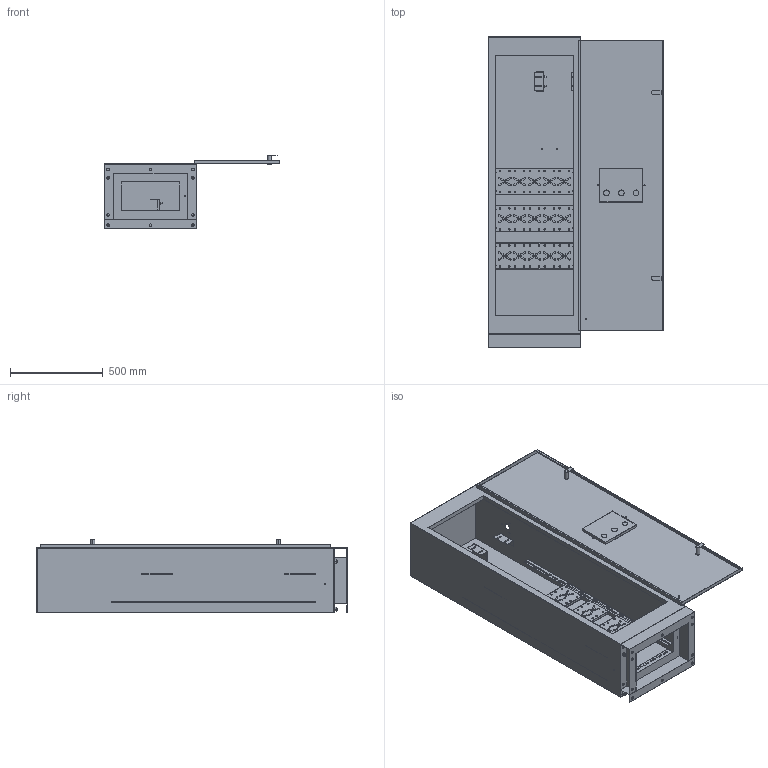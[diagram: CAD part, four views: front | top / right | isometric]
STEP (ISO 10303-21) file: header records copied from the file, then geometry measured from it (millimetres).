
FILE_DESCRIPTION (( 'STEP AP214' ), '1' );
FILE_NAME ('ShRS-1-0.STEP', '2017-03-17T12:50:29', ( '' ), ( '' ), 'SwSTEP 2.0', 'SolidWorks 2014', '' );
FILE_SCHEMA (( 'AUTOMOTIVE_DESIGN' ));
Length unit declared in the file: millimetre
Products named in the file (13): Kronstein VR; Hex Bolt 15589_gost_伄 M6x16 儙憭 15589-70; Gaika_6; ShRS-1-0; Panel PN; Hex Bolt 15589_gost_伄 M8x25 儙憭 15589-70; Obolochka_1; Dver_1; Tsokol; Gaika_8; Gaika_12; Hex Bolt 15589_gost_伄 M12x20 儙憭 15589-70; Ugolok VR
Assembly tree (49 placements, depth 2):
  ShRS-1-0
    Obolochka_1
    Dver_1
    Panel PN  x3
    Kronstein VR
    Tsokol
    Ugolok VR  x2
    Gaika_8  x12
    Hex Bolt 15589_gost_伄 M8x25 儙憭 15589-70  x12
    Gaika_6  x6
    Hex Bolt 15589_gost_伄 M6x16 儙憭 15589-70  x2
    Gaika_12  x4
    Hex Bolt 15589_gost_伄 M12x20 儙憭 15589-70  x4
Bounding box: 947 x 1670 x 397 mm (x, y, z)
Volume: 6179077.1 mm3; surface area: 8052742.9 mm2
Topology: 49 solids, 49 shells, 1725 faces, 4582 edges, 2998 vertices
Faces by surface type: plane 853, cylinder 706, cone 166
Entity records: 28396 total; most frequent: CARTESIAN_POINT 4912, DIRECTION 4840, ORIENTED_EDGE 4608, EDGE_CURVE 2304, AXIS2_PLACEMENT_3D 1688, VERTEX_POINT 1524, VECTOR 1464, LINE 1464
